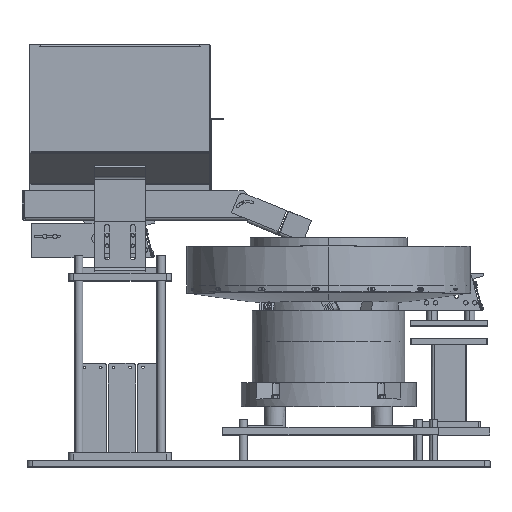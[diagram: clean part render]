
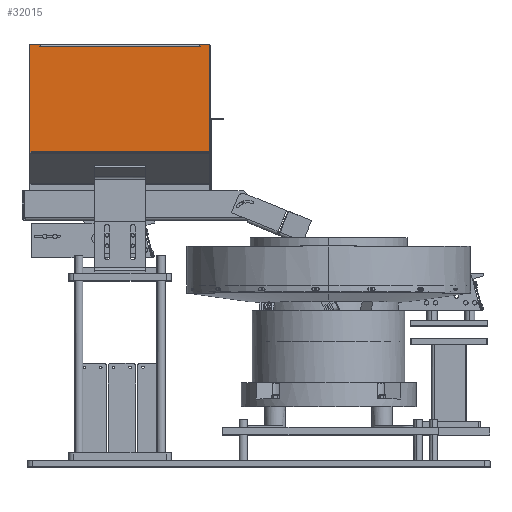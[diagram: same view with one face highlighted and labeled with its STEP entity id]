
A CAD part, top view. The second image highlights one B-rep face of the part: STEP entity #32015.
In plain terms, the highlighted free-form (B-spline) face has degree [1, 1] with [2, 2] control points.
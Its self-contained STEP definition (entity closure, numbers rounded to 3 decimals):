
#31578 = VERTEX_POINT('',#31579);
#31579 = CARTESIAN_POINT('',(-882.928,2564.013,
    2150.636));
#31585 = EDGE_CURVE('',#31586,#31578,#31588,.T.);
#31586 = VERTEX_POINT('',#31587);
#31587 = CARTESIAN_POINT('',(-882.928,2787.824,
    2150.636));
#31588 = B_SPLINE_CURVE_WITH_KNOTS('',1,(#31589,#31590),.UNSPECIFIED.,
  .F.,.F.,(2,2),(0.,208.347),.PIECEWISE_BEZIER_KNOTS.);
#31589 = CARTESIAN_POINT('',(-882.928,2787.824,
    2150.636));
#31590 = CARTESIAN_POINT('',(-882.928,2564.013,
    2150.636));
#31671 = VERTEX_POINT('',#31672);
#31672 = CARTESIAN_POINT('',(-863.054,2787.824,
    2150.636));
#31683 = EDGE_CURVE('',#31671,#31586,#31684,.T.);
#31684 = B_SPLINE_CURVE_WITH_KNOTS('',1,(#31685,#31686),.UNSPECIFIED.,
  .F.,.F.,(2,2),(0.,18.5),.PIECEWISE_BEZIER_KNOTS.);
#31685 = CARTESIAN_POINT('',(-863.054,2787.824,
    2150.636));
#31686 = CARTESIAN_POINT('',(-882.928,2787.824,
    2150.636));
#31824 = VERTEX_POINT('',#31825);
#31825 = CARTESIAN_POINT('',(-506.95,2787.824,
    2150.636));
#31830 = EDGE_CURVE('',#31831,#31824,#31833,.T.);
#31831 = VERTEX_POINT('',#31832);
#31832 = CARTESIAN_POINT('',(-506.95,2564.013,
    2150.636));
#31833 = B_SPLINE_CURVE_WITH_KNOTS('',1,(#31834,#31835),.UNSPECIFIED.,
  .F.,.F.,(2,2),(0.,208.347),.PIECEWISE_BEZIER_KNOTS.);
#31834 = CARTESIAN_POINT('',(-506.95,2564.013,
    2150.636));
#31835 = CARTESIAN_POINT('',(-506.95,2787.824,
    2150.636));
#31885 = EDGE_CURVE('',#31831,#31578,#31886,.T.);
#31886 = B_SPLINE_CURVE_WITH_KNOTS('',1,(#31887,#31888),.UNSPECIFIED.,
  .F.,.F.,(2,2),(0.,350.),.PIECEWISE_BEZIER_KNOTS.);
#31887 = CARTESIAN_POINT('',(-506.95,2564.013,
    2150.636));
#31888 = CARTESIAN_POINT('',(-882.928,2564.013,
    2150.636));
#32015 = ADVANCED_FACE('',(#32016),#32076,.T.);
#32016 = FACE_BOUND('',#32017,.T.);
#32017 = EDGE_LOOP('',(#32018,#32019,#32020,#32027,#32034,#32041,#32048,
    #32055,#32062,#32069,#32074,#32075));
#32018 = ORIENTED_EDGE('',*,*,#31885,.F.);
#32019 = ORIENTED_EDGE('',*,*,#31830,.T.);
#32020 = ORIENTED_EDGE('',*,*,#32021,.T.);
#32021 = EDGE_CURVE('',#31824,#32022,#32024,.T.);
#32022 = VERTEX_POINT('',#32023);
#32023 = CARTESIAN_POINT('',(-526.823,2787.824,
    2150.636));
#32024 = B_SPLINE_CURVE_WITH_KNOTS('',1,(#32025,#32026),.UNSPECIFIED.,
  .F.,.F.,(2,2),(0.,18.5),.PIECEWISE_BEZIER_KNOTS.);
#32025 = CARTESIAN_POINT('',(-506.95,2787.824,
    2150.636));
#32026 = CARTESIAN_POINT('',(-526.823,2787.824,
    2150.636));
#32027 = ORIENTED_EDGE('',*,*,#32028,.F.);
#32028 = EDGE_CURVE('',#32029,#32022,#32031,.T.);
#32029 = VERTEX_POINT('',#32030);
#32030 = CARTESIAN_POINT('',(-526.823,2783.795,
    2150.636));
#32031 = B_SPLINE_CURVE_WITH_KNOTS('',1,(#32032,#32033),.UNSPECIFIED.,
  .F.,.F.,(2,2),(0.,3.75),.PIECEWISE_BEZIER_KNOTS.);
#32032 = CARTESIAN_POINT('',(-526.823,2783.795,
    2150.636));
#32033 = CARTESIAN_POINT('',(-526.823,2787.824,
    2150.636));
#32034 = ORIENTED_EDGE('',*,*,#32035,.F.);
#32035 = EDGE_CURVE('',#32036,#32029,#32038,.T.);
#32036 = VERTEX_POINT('',#32037);
#32037 = CARTESIAN_POINT('',(-528.435,2783.795,
    2150.636));
#32038 = B_SPLINE_CURVE_WITH_KNOTS('',1,(#32039,#32040),.UNSPECIFIED.,
  .F.,.F.,(2,2),(0.,1.5),.PIECEWISE_BEZIER_KNOTS.);
#32039 = CARTESIAN_POINT('',(-528.435,2783.795,
    2150.636));
#32040 = CARTESIAN_POINT('',(-526.823,2783.795,
    2150.636));
#32041 = ORIENTED_EDGE('',*,*,#32042,.F.);
#32042 = EDGE_CURVE('',#32043,#32036,#32045,.T.);
#32043 = VERTEX_POINT('',#32044);
#32044 = CARTESIAN_POINT('',(-528.435,2784.601,
    2150.636));
#32045 = B_SPLINE_CURVE_WITH_KNOTS('',1,(#32046,#32047),.UNSPECIFIED.,
  .F.,.F.,(2,2),(0.,0.75),.PIECEWISE_BEZIER_KNOTS.);
#32046 = CARTESIAN_POINT('',(-528.435,2784.601,
    2150.636));
#32047 = CARTESIAN_POINT('',(-528.435,2783.795,
    2150.636));
#32048 = ORIENTED_EDGE('',*,*,#32049,.F.);
#32049 = EDGE_CURVE('',#32050,#32043,#32052,.T.);
#32050 = VERTEX_POINT('',#32051);
#32051 = CARTESIAN_POINT('',(-861.443,2784.601,
    2150.636));
#32052 = B_SPLINE_CURVE_WITH_KNOTS('',1,(#32053,#32054),.UNSPECIFIED.,
  .F.,.F.,(2,2),(0.,310.),.PIECEWISE_BEZIER_KNOTS.);
#32053 = CARTESIAN_POINT('',(-861.443,2784.601,
    2150.636));
#32054 = CARTESIAN_POINT('',(-528.435,2784.601,
    2150.636));
#32055 = ORIENTED_EDGE('',*,*,#32056,.F.);
#32056 = EDGE_CURVE('',#32057,#32050,#32059,.T.);
#32057 = VERTEX_POINT('',#32058);
#32058 = CARTESIAN_POINT('',(-861.443,2783.795,
    2150.636));
#32059 = B_SPLINE_CURVE_WITH_KNOTS('',1,(#32060,#32061),.UNSPECIFIED.,
  .F.,.F.,(2,2),(0.,0.75),.PIECEWISE_BEZIER_KNOTS.);
#32060 = CARTESIAN_POINT('',(-861.443,2783.795,
    2150.636));
#32061 = CARTESIAN_POINT('',(-861.443,2784.601,
    2150.636));
#32062 = ORIENTED_EDGE('',*,*,#32063,.F.);
#32063 = EDGE_CURVE('',#32064,#32057,#32066,.T.);
#32064 = VERTEX_POINT('',#32065);
#32065 = CARTESIAN_POINT('',(-863.054,2783.795,
    2150.636));
#32066 = B_SPLINE_CURVE_WITH_KNOTS('',1,(#32067,#32068),.UNSPECIFIED.,
  .F.,.F.,(2,2),(0.,1.5),.PIECEWISE_BEZIER_KNOTS.);
#32067 = CARTESIAN_POINT('',(-863.054,2783.795,
    2150.636));
#32068 = CARTESIAN_POINT('',(-861.443,2783.795,
    2150.636));
#32069 = ORIENTED_EDGE('',*,*,#32070,.F.);
#32070 = EDGE_CURVE('',#31671,#32064,#32071,.T.);
#32071 = B_SPLINE_CURVE_WITH_KNOTS('',1,(#32072,#32073),.UNSPECIFIED.,
  .F.,.F.,(2,2),(0.,3.75),.PIECEWISE_BEZIER_KNOTS.);
#32072 = CARTESIAN_POINT('',(-863.054,2787.824,
    2150.636));
#32073 = CARTESIAN_POINT('',(-863.054,2783.795,
    2150.636));
#32074 = ORIENTED_EDGE('',*,*,#31683,.T.);
#32075 = ORIENTED_EDGE('',*,*,#31585,.T.);
#32076 = B_SPLINE_SURFACE_WITH_KNOTS('',1,1,(
    (#32077,#32078)
    ,(#32079,#32080
  )),.UNSPECIFIED.,.F.,.F.,.F.,(2,2),(2,2),(-175.,175.),(-103.347
    ,105.),.PIECEWISE_BEZIER_KNOTS.);
#32077 = CARTESIAN_POINT('',(-882.928,2564.013,
    2150.636));
#32078 = CARTESIAN_POINT('',(-882.928,2787.824,
    2150.636));
#32079 = CARTESIAN_POINT('',(-506.95,2564.013,
    2150.636));
#32080 = CARTESIAN_POINT('',(-506.95,2787.824,
    2150.636));
